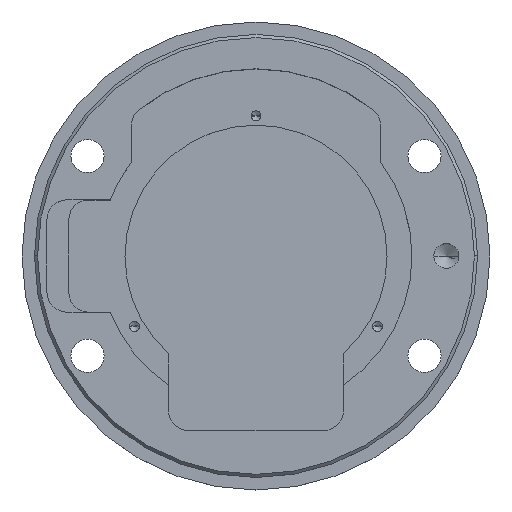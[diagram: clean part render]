
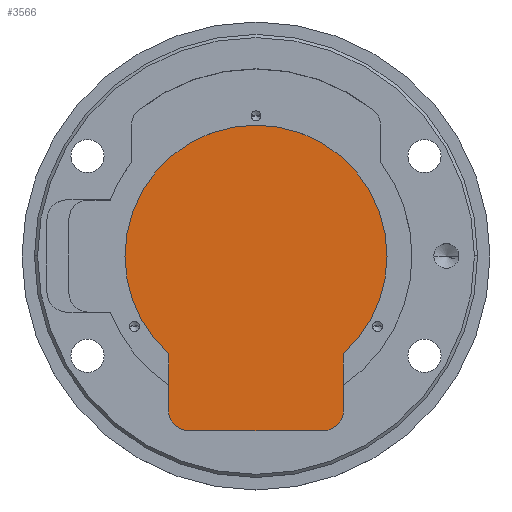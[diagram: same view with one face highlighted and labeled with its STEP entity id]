
A CAD part, top view. The second image highlights one B-rep face of the part: STEP entity #3566.
In plain terms, the highlighted planar face has unit normal (0, 0, 1).
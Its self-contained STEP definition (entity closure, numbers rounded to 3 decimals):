
#182 = CARTESIAN_POINT ( 'NONE',  ( -10.8, -28., 8.5 ) ) ;
#292 = ORIENTED_EDGE ( 'NONE', *, *, #628, .F. ) ;
#378 = EDGE_CURVE ( 'NONE', #2267, #3460, #732, .T. ) ;
#523 = VERTEX_POINT ( 'NONE', #3806 ) ;
#544 = CARTESIAN_POINT ( 'NONE',  ( 0., 0., 8.5 ) ) ;
#549 = EDGE_CURVE ( 'NONE', #1355, #3644, #924, .T. ) ;
#571 = VERTEX_POINT ( 'NONE', #4362 ) ;
#594 = CARTESIAN_POINT ( 'NONE',  ( 21., 0., 8.5 ) ) ;
#628 = EDGE_CURVE ( 'NONE', #523, #2267, #1400, .T. ) ;
#657 = AXIS2_PLACEMENT_3D ( 'NONE', #2067, #4140, #1371 ) ;
#664 = EDGE_CURVE ( 'NONE', #3644, #2618, #3808, .T. ) ;
#732 = CIRCLE ( 'NONE', #2432, 3.2 ) ;
#741 = ORIENTED_EDGE ( 'NONE', *, *, #4044, .F. ) ;
#832 = AXIS2_PLACEMENT_3D ( 'NONE', #1666, #1216, #1914 ) ;
#858 = PLANE ( 'NONE',  #832 ) ;
#910 = DIRECTION ( 'NONE',  ( 1., 0., 0. ) ) ;
#924 = CIRCLE ( 'NONE', #4096, 21. ) ;
#971 = LINE ( 'NONE', #1055, #2946 ) ;
#1055 = CARTESIAN_POINT ( 'NONE',  ( 14., -3.2, 8.5 ) ) ;
#1095 = ORIENTED_EDGE ( 'NONE', *, *, #549, .T. ) ;
#1142 = EDGE_CURVE ( 'NONE', #3460, #2618, #1975, .T. ) ;
#1216 = DIRECTION ( 'NONE',  ( 0., 0., 1. ) ) ;
#1355 = VERTEX_POINT ( 'NONE', #594 ) ;
#1371 = DIRECTION ( 'NONE',  ( 1., 0., 0. ) ) ;
#1391 = VECTOR ( 'NONE', #3829, 1000. ) ;
#1400 = LINE ( 'NONE', #182, #2345 ) ;
#1451 = DIRECTION ( 'NONE',  ( 0., 0., 1. ) ) ;
#1468 = CARTESIAN_POINT ( 'NONE',  ( -14., -3.2, 8.5 ) ) ;
#1469 = AXIS2_PLACEMENT_3D ( 'NONE', #4196, #1451, #2126 ) ;
#1575 = CIRCLE ( 'NONE', #1469, 21. ) ;
#1666 = CARTESIAN_POINT ( 'NONE',  ( 0., 0., 8.5 ) ) ;
#1697 = CARTESIAN_POINT ( 'NONE',  ( -10.8, -24.8, 8.5 ) ) ;
#1795 = EDGE_CURVE ( 'NONE', #571, #1355, #1575, .T. ) ;
#1914 = DIRECTION ( 'NONE',  ( 1., 0., 0. ) ) ;
#1975 = LINE ( 'NONE', #1468, #1391 ) ;
#2067 = CARTESIAN_POINT ( 'NONE',  ( 10.8, -24.8, 8.5 ) ) ;
#2126 = DIRECTION ( 'NONE',  ( 1., 0., 0. ) ) ;
#2195 = CARTESIAN_POINT ( 'NONE',  ( 14., -24.8, 8.5 ) ) ;
#2267 = VERTEX_POINT ( 'NONE', #2292 ) ;
#2292 = CARTESIAN_POINT ( 'NONE',  ( -10.8, -28., 8.5 ) ) ;
#2321 = DIRECTION ( 'NONE',  ( 0., 0., 1. ) ) ;
#2345 = VECTOR ( 'NONE', #3629, 1000. ) ;
#2386 = DIRECTION ( 'NONE',  ( 1., 0., 0. ) ) ;
#2407 = DIRECTION ( 'NONE',  ( 0., 0., -1. ) ) ;
#2432 = AXIS2_PLACEMENT_3D ( 'NONE', #1697, #2407, #2386 ) ;
#2559 = ORIENTED_EDGE ( 'NONE', *, *, #1795, .T. ) ;
#2618 = VERTEX_POINT ( 'NONE', #3867 ) ;
#2628 = VERTEX_POINT ( 'NONE', #2195 ) ;
#2857 = ORIENTED_EDGE ( 'NONE', *, *, #664, .T. ) ;
#2946 = VECTOR ( 'NONE', #3529, 1000. ) ;
#2966 = ORIENTED_EDGE ( 'NONE', *, *, #3796, .F. ) ;
#3079 = ORIENTED_EDGE ( 'NONE', *, *, #1142, .F. ) ;
#3274 = DIRECTION ( 'NONE',  ( 1., 0., 0. ) ) ;
#3460 = VERTEX_POINT ( 'NONE', #4059 ) ;
#3529 = DIRECTION ( 'NONE',  ( 0., -1., 0. ) ) ;
#3566 = ADVANCED_FACE ( 'NONE', ( #4433 ), #858, .T. ) ;
#3629 = DIRECTION ( 'NONE',  ( -1., 0., 0. ) ) ;
#3644 = VERTEX_POINT ( 'NONE', #4098 ) ;
#3796 = EDGE_CURVE ( 'NONE', #2628, #523, #4339, .T. ) ;
#3806 = CARTESIAN_POINT ( 'NONE',  ( 10.8, -28., 8.5 ) ) ;
#3808 = CIRCLE ( 'NONE', #4360, 21. ) ;
#3829 = DIRECTION ( 'NONE',  ( 0., 1., 0. ) ) ;
#3867 = CARTESIAN_POINT ( 'NONE',  ( -14., -15.652, 8.5 ) ) ;
#3969 = DIRECTION ( 'NONE',  ( 0., 0., 1. ) ) ;
#4044 = EDGE_CURVE ( 'NONE', #571, #2628, #971, .T. ) ;
#4059 = CARTESIAN_POINT ( 'NONE',  ( -14., -24.8, 8.5 ) ) ;
#4096 = AXIS2_PLACEMENT_3D ( 'NONE', #544, #3969, #3274 ) ;
#4098 = CARTESIAN_POINT ( 'NONE',  ( -21., 0., 8.5 ) ) ;
#4140 = DIRECTION ( 'NONE',  ( 0., 0., -1. ) ) ;
#4196 = CARTESIAN_POINT ( 'NONE',  ( 0., 0., 8.5 ) ) ;
#4339 = CIRCLE ( 'NONE', #657, 3.2 ) ;
#4360 = AXIS2_PLACEMENT_3D ( 'NONE', #4387, #2321, #910 ) ;
#4362 = CARTESIAN_POINT ( 'NONE',  ( 14., -15.652, 8.5 ) ) ;
#4387 = CARTESIAN_POINT ( 'NONE',  ( 0., 0., 8.5 ) ) ;
#4393 = ORIENTED_EDGE ( 'NONE', *, *, #378, .F. ) ;
#4433 = FACE_OUTER_BOUND ( 'NONE', #4454, .T. ) ;
#4454 = EDGE_LOOP ( 'NONE', ( #2559, #1095, #2857, #3079, #4393, #292, #2966, #741 ) ) ;
